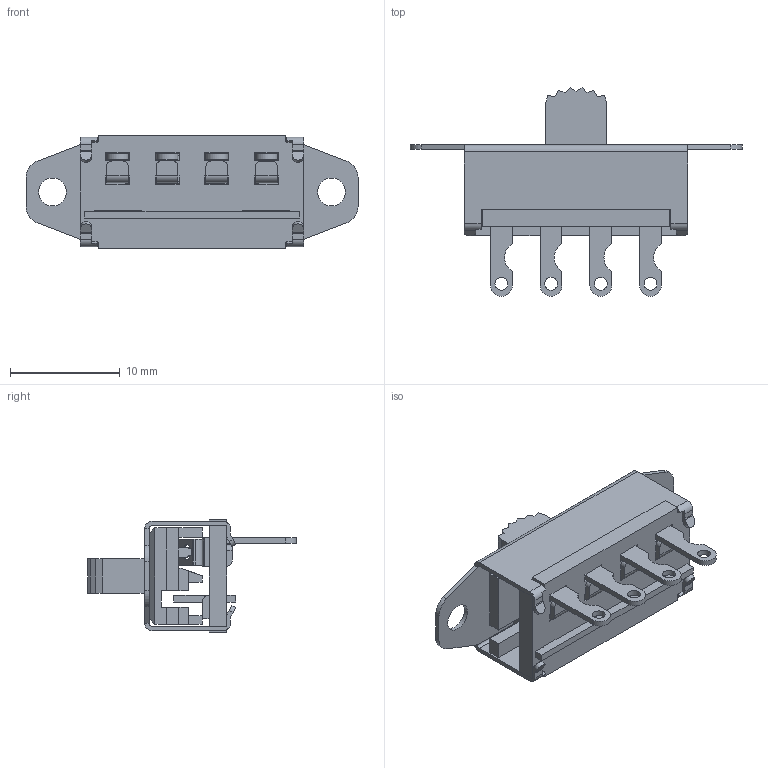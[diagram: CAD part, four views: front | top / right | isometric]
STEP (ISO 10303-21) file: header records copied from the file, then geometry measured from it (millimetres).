
FILE_DESCRIPTION(/* description */ (''),/* implementation_level */ '2;1');
FILE_NAME(/* name */ 'G-173-0000_3D Model.stp',/* time_stamp */ '2023-10-02T09:41:53-04:00',/* author */ ('dwiltbank'),/* organization */ (''),/* preprocessor_version */ 'ST-DEVELOPER v19.2',/* originating_system */ 'Autodesk Inventor 2024',/* authorisation */ '');
FILE_SCHEMA (('AUTOMOTIVE_DESIGN { 1 0 10303 214 3 1 1 }'));
Length unit declared in the file: inch
Products named in the file (1): G-173-0000_Shrinkwrap_1
Bounding box: 30.23 x 19.01 x 10.31 mm (x, y, z)
Volume: 998.7 mm3; surface area: 2559.7 mm2
Topology: 1 solids, 1 shells, 433 faces, 1332 edges, 856 vertices
Faces by surface type: plane 310, cylinder 121, bspline 2
Full cylindrical faces by diameter (mm): 1.168 x4, 1.6 x2, 2.54 x2
Entity records: 15398 total; most frequent: CARTESIAN_POINT 2684, ORIENTED_EDGE 2664, DIRECTION 2432, EDGE_CURVE 1332, LINE 1080, VECTOR 1080, VERTEX_POINT 856, AXIS2_PLACEMENT_3D 676
